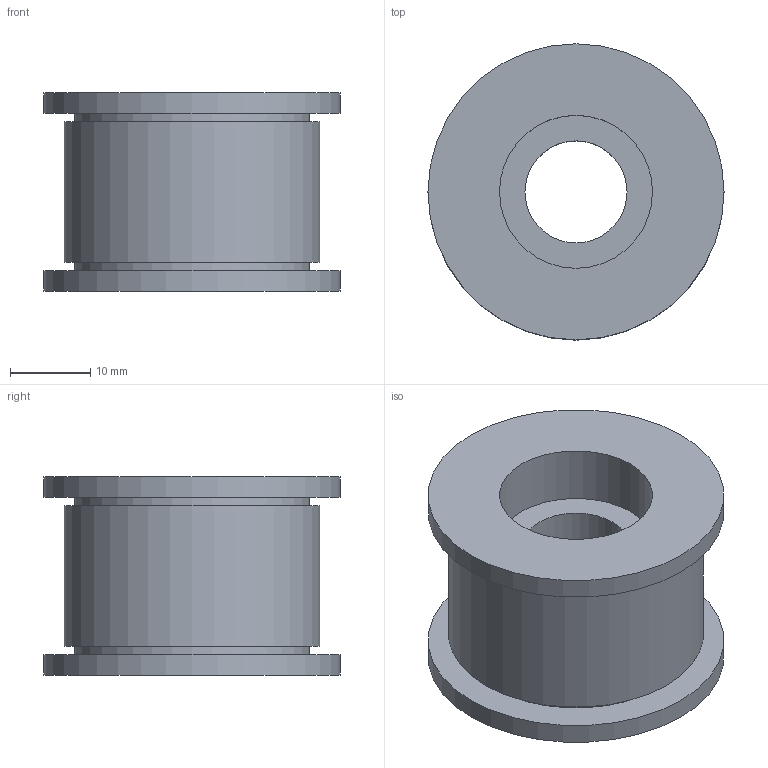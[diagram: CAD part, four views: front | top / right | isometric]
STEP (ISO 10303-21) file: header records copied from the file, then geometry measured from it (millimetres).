
FILE_DESCRIPTION(/* description */ ('Precision Roller Guide for 1/4" audio, 1/2", and 3/4" videotape'),/* implementation_level */ '2;1');
FILE_NAME(/* name */ '1172175 Precision Roller.stp',/* time_stamp */ '2015-09-28T11:33:40-05:00',/* author */ ('maxwellm'),/* organization */ (''),/* preprocessor_version */ 'ST-DEVELOPER v15.2',/* originating_system */ 'Autodesk Inventor 2014',/* authorisation */ '');
FILE_SCHEMA (('AUTOMOTIVE_DESIGN { 1 0 10303 214 3 1 1 }'));
Length unit declared in the file: inch
Products named in the file (1): 1172175 Precision Roller
Bounding box: 36.83 x 36.83 x 24.64 mm (x, y, z)
Volume: 15246.9 mm3; surface area: 6704.1 mm2
Topology: 1 solids, 1 shells, 16 faces, 25 edges, 17 vertices
Faces by surface type: cylinder 8, plane 8
Full cylindrical faces by diameter (mm): 12.7 x1, 19.025 x2, 29.21 x2, 31.75 x1, 36.83 x2
Entity records: 351 total; most frequent: DIRECTION 66, CARTESIAN_POINT 49, AXIS2_PLACEMENT_3D 33, EDGE_LOOP 32, ORIENTED_EDGE 32, FACE_BOUND 24, CIRCLE 16, VERTEX_POINT 16
